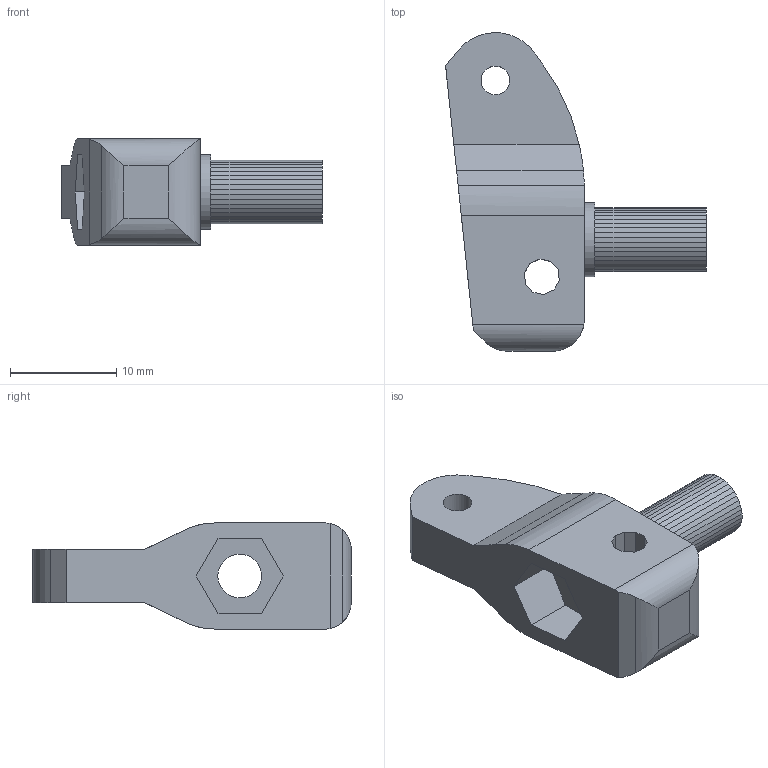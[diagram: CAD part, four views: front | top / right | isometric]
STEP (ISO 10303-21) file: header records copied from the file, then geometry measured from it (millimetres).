
FILE_DESCRIPTION(('FreeCAD Model'),'2;1');
FILE_NAME('Open CASCADE Shape Model','2023-05-22T19:20:33',(''),(''), 'Open CASCADE STEP processor 7.6','FreeCAD','Unknown');
FILE_SCHEMA(('AUTOMOTIVE_DESIGN { 1 0 10303 214 1 1 1 1 }'));
Length unit declared in the file: millimetre
Products named in the file (1): Pad040005522
Bounding box: 24.56 x 29.99 x 10 mm (x, y, z)
Volume: 2258.5 mm3; surface area: 1855.2 mm2
Topology: 1 solids, 1 shells, 170 faces, 461 edges, 294 vertices
Faces by surface type: plane 159, cylinder 11
Full cylindrical faces by diameter (mm): 2.7 x1, 7 x1
Entity records: 11321 total; most frequent: CARTESIAN_POINT 2633, DIRECTION 1401, LINE 995, VECTOR 995, ORIENTED_EDGE 922, PCURVE 922, DEFINITIONAL_REPRESENTATION 922, EDGE_CURVE 461
